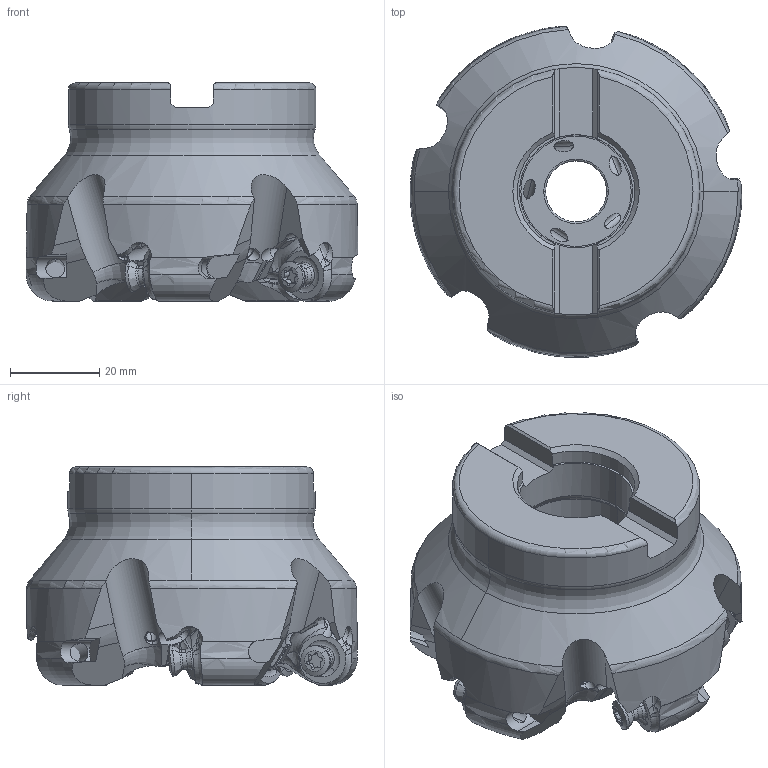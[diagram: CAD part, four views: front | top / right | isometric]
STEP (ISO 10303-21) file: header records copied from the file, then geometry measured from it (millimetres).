
FILE_DESCRIPTION(/* description */ (''),/* implementation_level */ '2;1');
FILE_NAME(/* name */ 'WWX400UR3_0005CA.stp',/* time_stamp */ '2020-04-21T17:34:12+09:00',/* author */ (''),/* organization */ (''),/* preprocessor_version */ 'ST-DEVELOPER v16',/* originating_system */ 'SIEMENS PLM Software NX 10.0',/* authorisation */ '');
FILE_SCHEMA (('AUTOMOTIVE_DESIGN { 1 0 10303 214 3 1 1 1 }'));
Length unit declared in the file: millimetre
Products named in the file (1): WWX400UR3_0005CA_ASM
Bounding box: 74.47 x 74.31 x 49.01 mm (x, y, z)
Volume: 118732.7 mm3; surface area: 23886.1 mm2
Topology: 6 solids, 6 shells, 662 faces, 1909 edges, 1238 vertices
Faces by surface type: cylinder 242, plane 161, bspline 80, sphere 70, torus 49, cone 40, extrusion 20
Entity records: 45787 total; most frequent: CARTESIAN_POINT 29432, ORIENTED_EDGE 3738, DIRECTION 2986, EDGE_CURVE 1869, AXIS2_PLACEMENT_3D 1269, VERTEX_POINT 1230, B_SPLINE_CURVE_WITH_KNOTS 782, EDGE_LOOP 695
